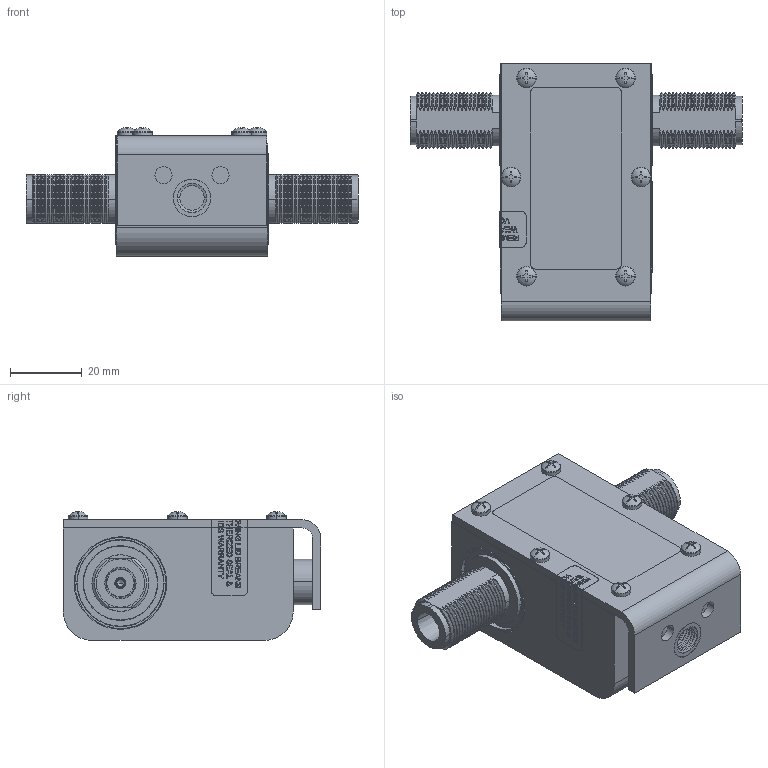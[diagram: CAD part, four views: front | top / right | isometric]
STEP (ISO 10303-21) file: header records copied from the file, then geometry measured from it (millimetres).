
FILE_DESCRIPTION (( 'STEP AP214' ), '1' );
FILE_NAME ('FMSP1013.STEP', '2019-07-19T13:40:53', ( '' ), ( '' ), 'SwSTEP 2.0', 'SolidWorks 2018', '' );
FILE_SCHEMA (( 'AUTOMOTIVE_DESIGN' ));
Length unit declared in the file: inch
Products named in the file (35): 9040-0296_Bent Leads; 4003-0028 2nd config; 2003-1052; 4001-0016; 2300-3501; 9040-0297_trimmed lead; 7040-0062; 4001-0008; 9020-0055; 1103-0002; 3003-0056; 2011-1306; 2003-3380_BLK; 5330-0198-01; 4007-0232; 3002-0001_Leads bent; 4034-0133; 4007-0254; 7020-2798; 4016-0002_Bent; 4006-0023 4th config; FMSP1013; 3003-0040; 5220-0007; 4033-0125; 7040-0079; 3001-0013-08_Bent; 5410-0260-01; 1081-0251-05; 1708-1211; 1101-0211-03; 7020-1394; 9040-0295; 9090-1809; 4006-0023_1000-1338 RIGHT
Assembly tree (44 placements, depth 5):
  FMSP1013
    9090-1809
      5330-0198-01
      2011-1306  x2
      1103-0002  x2
      1101-0211-03  x2
      4007-0232
      4007-0254
      7040-0062  x2
      9040-0295
        4001-0016
        4033-0125  x2
      9040-0297_trimmed lead
        9040-0296_Bent Leads
          5410-0260-01
          2300-3501
          4016-0002_Bent
          4003-0028 2nd config
          3003-0040
          3001-0013-08_Bent
          4034-0133
          4001-0008
          3002-0001_Leads bent
        3003-0056
        4006-0023_1000-1338 RIGHT
        4006-0023 4th config
    9020-0055
      5220-0007
      1708-1211
    2003-3380_BLK
    7020-1394
    7020-2798
    7040-0079
    1081-0251-05  x6
    2003-1052
Bounding box: 92.66 x 71.97 x 35.94 mm (x, y, z)
Volume: 70721.2 mm3; surface area: 50672.4 mm2
Topology: 43 solids, 44 shells, 3345 faces, 8309 edges, 5175 vertices
Faces by surface type: plane 1093, cylinder 974, cone 690, bspline 312, torus 272, sphere 4
Entity records: 92180 total; most frequent: CARTESIAN_POINT 28237, ORIENTED_EDGE 11848, DIRECTION 11069, EDGE_CURVE 5924, AXIS2_PLACEMENT_3D 3891, VERTEX_POINT 3779, VECTOR 3287, LINE 3287
